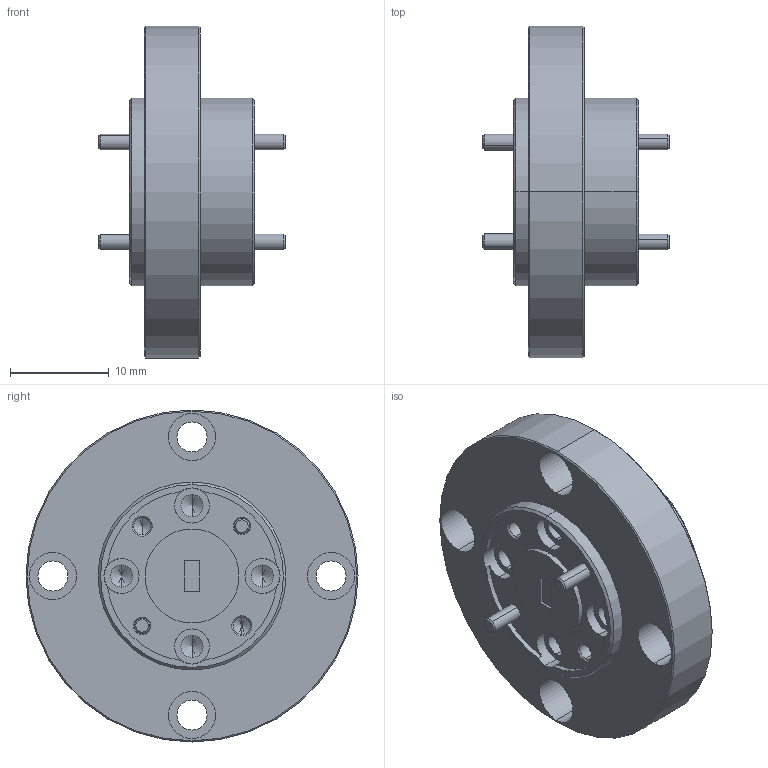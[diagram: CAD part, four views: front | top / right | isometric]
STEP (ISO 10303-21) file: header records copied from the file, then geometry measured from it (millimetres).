
FILE_DESCRIPTION (( 'STEP AP214' ), '1' );
FILE_NAME ('WW-EB-A, Defeatured.STEP', '2024-08-02T18:37:57', ( '' ), ( '' ), 'SwSTEP 2.0', 'SolidWorks 2021', '' );
FILE_SCHEMA (( 'AUTOMOTIVE_DESIGN' ));
Length unit declared in the file: inch
Products named in the file (1): WW-EB-A, Defeatured
Bounding box: 18.92 x 33.66 x 33.66 mm (x, y, z)
Volume: 5984.5 mm3; surface area: 3997.7 mm2
Topology: 5 solids, 5 shells, 203 faces, 468 edges, 272 vertices
Faces by surface type: cylinder 92, cone 72, plane 39
Entity records: 8255 total; most frequent: DIRECTION 1084, CARTESIAN_POINT 912, ORIENTED_EDGE 872, AXIS2_PLACEMENT_3D 444, EDGE_CURVE 436, VERTEX_POINT 272, CIRCLE 240, EDGE_LOOP 240
